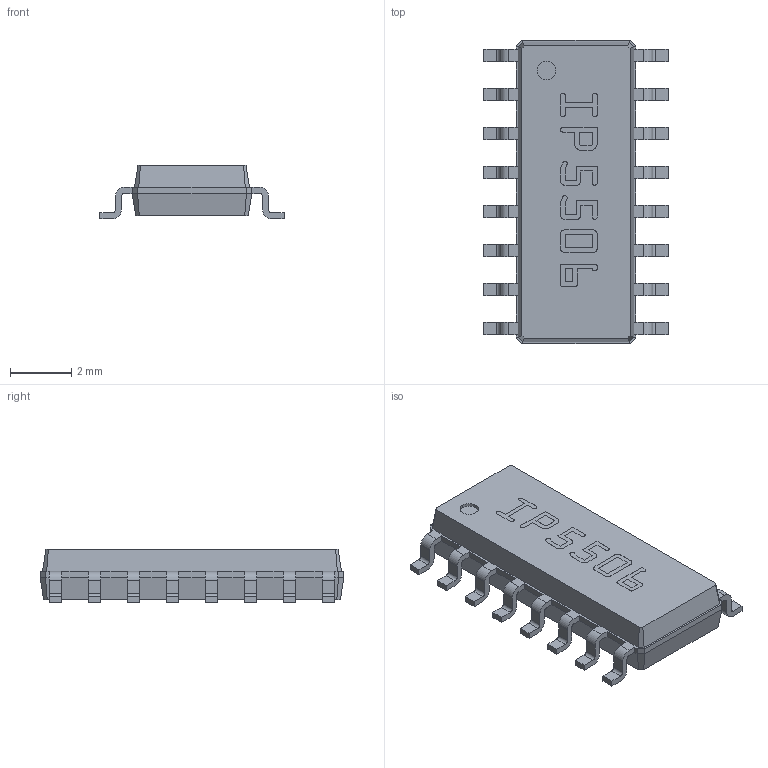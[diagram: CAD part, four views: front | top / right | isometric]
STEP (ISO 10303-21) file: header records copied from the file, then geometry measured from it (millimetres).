
FILE_DESCRIPTION (( 'STEP AP214' ), '1' );
FILE_NAME ('IP5506.step', '2021-04-02T15:24:00', ( '' ), ( '' ), 'SwSTEP 2.0', 'SolidWorks 2018', '' );
FILE_SCHEMA (( 'AUTOMOTIVE_DESIGN' ));
Length unit declared in the file: millimetre
Products named in the file (1): IP5506
Bounding box: 6 x 9.9 x 1.75 mm (x, y, z)
Volume: 62.1 mm3; surface area: 148.9 mm2
Topology: 1 solids, 1 shells, 392 faces, 1049 edges, 670 vertices
Faces by surface type: plane 244, bspline 82, cylinder 66
Entity records: 13842 total; most frequent: CARTESIAN_POINT 3570, ORIENTED_EDGE 2098, DIRECTION 1687, EDGE_CURVE 1049, LINE 801, VECTOR 801, VERTEX_POINT 670, AXIS2_PLACEMENT_3D 443
